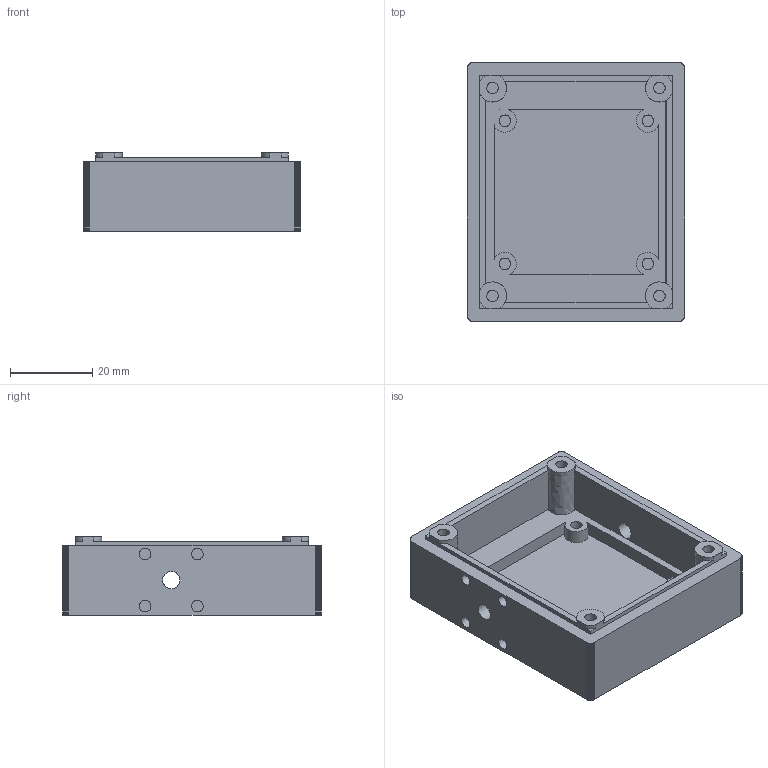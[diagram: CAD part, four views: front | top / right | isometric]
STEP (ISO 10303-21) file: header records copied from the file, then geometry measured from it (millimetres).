
FILE_DESCRIPTION(('Designed by EasyEDA Pro'),'2;1');
FILE_NAME('Open CASCADE Shape Model','2024-08-31T17:46:19',('Author'),( 'Open CASCADE'),'Open CASCADE STEP processor 7.6','Open CASCADE 7.6' ,'Unknown');
FILE_SCHEMA(('AUTOMOTIVE_DESIGN { 1 0 10303 214 1 1 1 1 }'));
Length unit declared in the file: millimetre
Products named in the file (1): Open CASCADE STEP translator 7.6 2
Bounding box: 53 x 63 x 19 mm (x, y, z)
Volume: 27342 mm3; surface area: 14886.9 mm2
Topology: 1 solids, 1 shells, 177 faces, 468 edges, 312 vertices
Faces by surface type: bspline 177
Entity records: 11027 total; most frequent: CARTESIAN_POINT 4966, B_SPLINE_CURVE_WITH_KNOTS 1264, ORIENTED_EDGE 936, PCURVE 936, DEFINITIONAL_REPRESENTATION 936, EDGE_CURVE 468, SURFACE_CURVE 450, VERTEX_POINT 312
